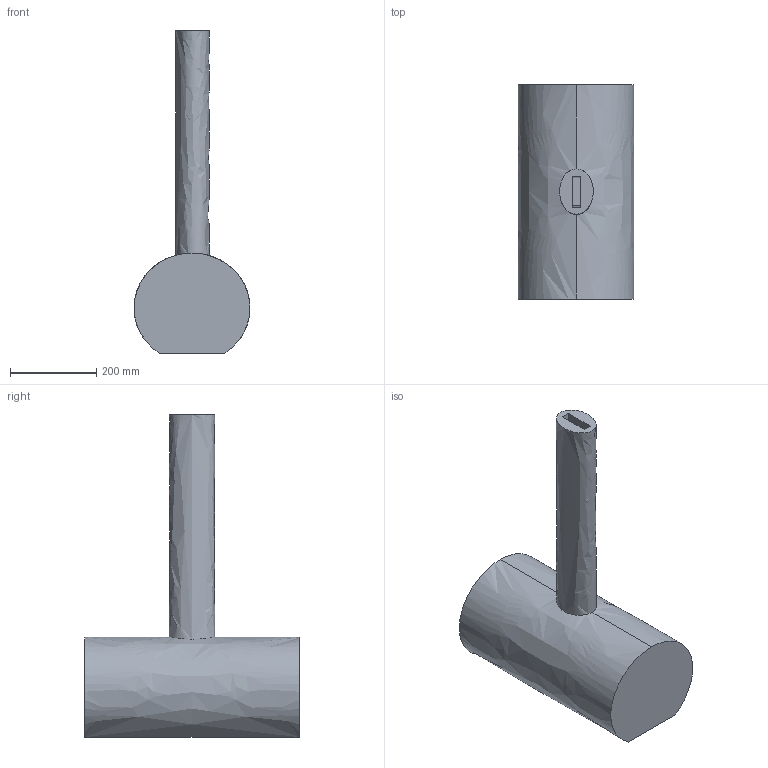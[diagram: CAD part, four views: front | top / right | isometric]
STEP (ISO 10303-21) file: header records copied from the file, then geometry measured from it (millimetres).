
FILE_DESCRIPTION ((), '1');
FILE_NAME ('arenaHammerFor9gServo.stp', '2020-09-10T13:00:15', ('Unknown'), ('Unknown'), 'HarmonyWare STEP v1.7.11', 'HarmonyWare Translators', '');
FILE_SCHEMA (('CONFIG_CONTROL_DESIGN'));
Length unit declared in the file: centimetre
Products named in the file (1): product-name
Bounding box: 269.12 x 497.33 x 748.36 mm (x, y, z)
Volume: 28836672.9 mm3; surface area: 672189.6 mm2
Topology: 1 solids, 1 shells, 12 faces, 27 edges, 18 vertices
Faces by surface type: bspline 12
Entity records: 592 total; most frequent: CARTESIAN_POINT 326, ORIENTED_EDGE 54, EDGE_CURVE 27, B_SPLINE_CURVE_WITH_KNOTS 19, VERTEX_POINT 18, EDGE_LOOP 13, FACE_OUTER_BOUND 12, ADVANCED_FACE 12
